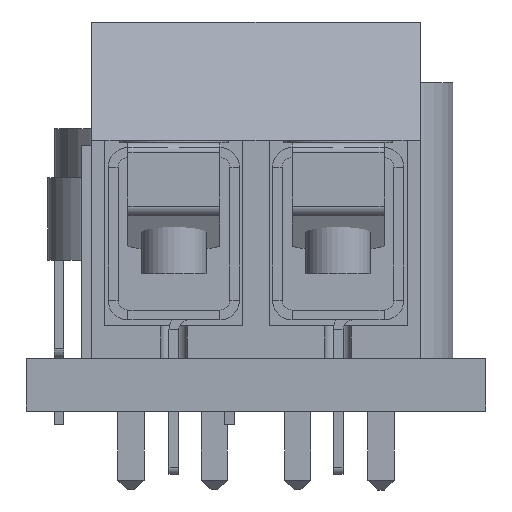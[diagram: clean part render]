
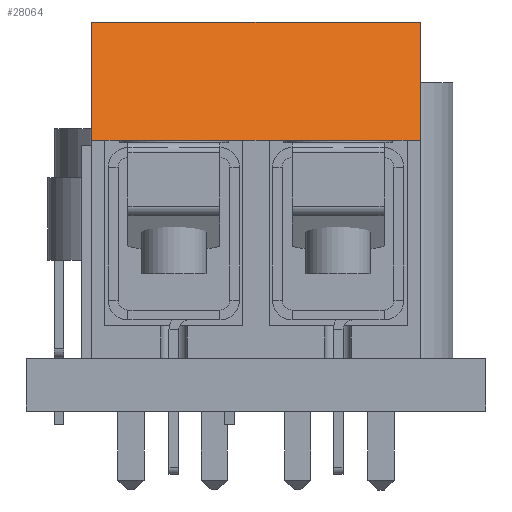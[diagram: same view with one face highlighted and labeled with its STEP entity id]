
A CAD part, front view. The second image highlights one B-rep face of the part: STEP entity #28064.
In plain terms, the highlighted planar face has unit normal (0, -0.949, 0.316).
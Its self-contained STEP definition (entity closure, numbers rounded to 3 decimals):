
#26929=DIRECTION('',(0.,-0.316,-0.949));
#26930=VECTOR('',#26929,3.795);
#26931=CARTESIAN_POINT('',(10.,0.3,10.175));
#26932=LINE('',#26931,#26930);
#27057=DIRECTION('',(-1.,0.,0.));
#27058=VECTOR('',#27057,10.);
#27059=CARTESIAN_POINT('',(10.,0.3,10.175));
#27060=LINE('',#27059,#27058);
#27064=DIRECTION('',(1.,0.,0.));
#27065=VECTOR('',#27064,0.4);
#27066=CARTESIAN_POINT('',(9.6,-0.9,6.575));
#27067=LINE('',#27066,#27065);
#27071=DIRECTION('',(1.,0.,0.));
#27072=VECTOR('',#27071,4.2);
#27073=CARTESIAN_POINT('',(5.4,-0.9,6.575));
#27074=LINE('',#27073,#27072);
#27078=DIRECTION('',(1.,0.,0.));
#27079=VECTOR('',#27078,0.8);
#27080=CARTESIAN_POINT('',(4.6,-0.9,6.575));
#27081=LINE('',#27080,#27079);
#27085=DIRECTION('',(1.,0.,0.));
#27086=VECTOR('',#27085,4.2);
#27087=CARTESIAN_POINT('',(0.4,-0.9,6.575));
#27088=LINE('',#27087,#27086);
#27092=DIRECTION('',(1.,0.,0.));
#27093=VECTOR('',#27092,0.4);
#27094=CARTESIAN_POINT('',(0.,-0.9,6.575));
#27095=LINE('',#27094,#27093);
#27194=DIRECTION('',(0.,0.316,0.949));
#27195=VECTOR('',#27194,3.795);
#27196=CARTESIAN_POINT('',(0.,-0.9,6.575));
#27197=LINE('',#27196,#27195);
#27773=CARTESIAN_POINT('',(5.4,-0.9,6.575));
#27774=VERTEX_POINT('',#27773);
#27775=CARTESIAN_POINT('',(9.6,-0.9,6.575));
#27776=VERTEX_POINT('',#27775);
#27781=CARTESIAN_POINT('',(10.,-0.9,6.575));
#27782=VERTEX_POINT('',#27781);
#27811=CARTESIAN_POINT('',(10.,0.3,10.175));
#27812=VERTEX_POINT('',#27811);
#27827=CARTESIAN_POINT('',(0.,0.3,10.175));
#27828=VERTEX_POINT('',#27827);
#27833=CARTESIAN_POINT('',(4.6,-0.9,6.575));
#27834=VERTEX_POINT('',#27833);
#27841=CARTESIAN_POINT('',(0.,-0.9,6.575));
#27842=VERTEX_POINT('',#27841);
#27843=CARTESIAN_POINT('',(0.4,-0.9,6.575));
#27844=VERTEX_POINT('',#27843);
#28043=CARTESIAN_POINT('',(15.,0.3,10.175));
#28044=DIRECTION('',(0.,0.949,-0.316));
#28045=DIRECTION('',(0.,-0.316,-0.949));
#28046=AXIS2_PLACEMENT_3D('',#28043,#28044,#28045);
#28047=PLANE('',#28046);
#28049=ORIENTED_EDGE('',*,*,#28048,.F.);
#28050=ORIENTED_EDGE('',*,*,#27916,.T.);
#28052=ORIENTED_EDGE('',*,*,#28051,.F.);
#28054=ORIENTED_EDGE('',*,*,#28053,.F.);
#28055=ORIENTED_EDGE('',*,*,#28025,.F.);
#28057=ORIENTED_EDGE('',*,*,#28056,.F.);
#28059=ORIENTED_EDGE('',*,*,#28058,.F.);
#28061=ORIENTED_EDGE('',*,*,#28060,.T.);
#28062=EDGE_LOOP('',(#28049,#28050,#28052,#28054,#28055,#28057,#28059,#28061));
#28063=FACE_OUTER_BOUND('',#28062,.F.);
#27916=EDGE_CURVE('',#27812,#27782,#26932,.T.);
#28025=EDGE_CURVE('',#27834,#27774,#27081,.T.);
#28048=EDGE_CURVE('',#27812,#27828,#27060,.T.);
#28051=EDGE_CURVE('',#27776,#27782,#27067,.T.);
#28053=EDGE_CURVE('',#27774,#27776,#27074,.T.);
#28056=EDGE_CURVE('',#27844,#27834,#27088,.T.);
#28058=EDGE_CURVE('',#27842,#27844,#27095,.T.);
#28060=EDGE_CURVE('',#27842,#27828,#27197,.T.);
#28064=ADVANCED_FACE('',(#28063),#28047,.F.);
